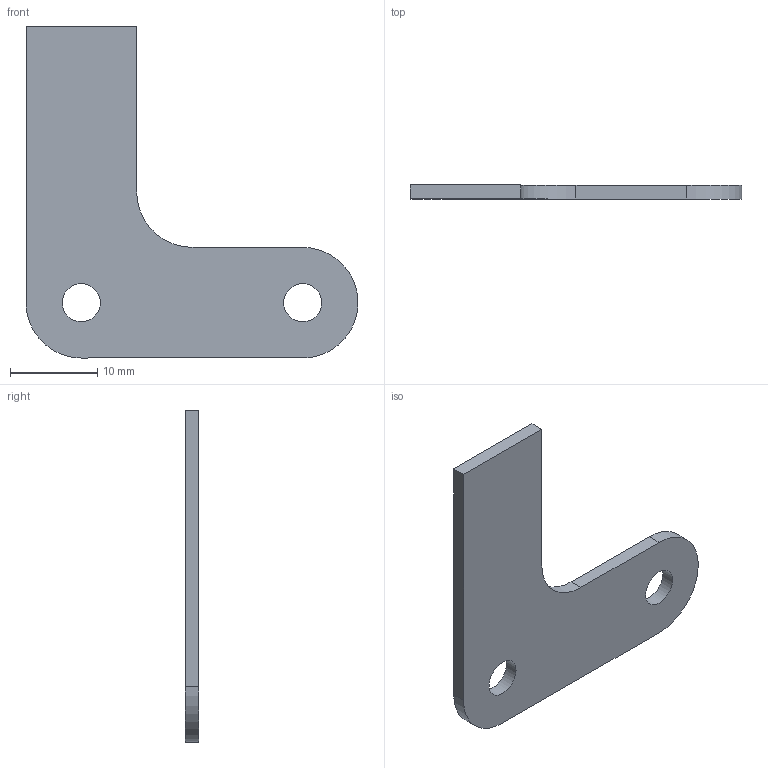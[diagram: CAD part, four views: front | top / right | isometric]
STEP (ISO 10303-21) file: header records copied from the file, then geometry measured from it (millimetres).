
FILE_DESCRIPTION(/* description */ (''),/* implementation_level */ '2;1');
FILE_NAME(/* name */ 'Magazine Gusset.stp',/* time_stamp */ '2025-04-07T15:41:33-04:00',/* author */ ('avere'),/* organization */ (''),/* preprocessor_version */ 'ST-DEVELOPER v20.1',/* originating_system */ 'Autodesk Inventor 2026',/* authorisation */ '');
FILE_SCHEMA (('AUTOMOTIVE_DESIGN { 1 0 10303 214 3 1 1 }'));
Length unit declared in the file: inch
Products named in the file (1): Magazine Gusset
Bounding box: 38.1 x 1.59 x 38.1 mm (x, y, z)
Volume: 1205.2 mm3; surface area: 1786.5 mm2
Topology: 1 solids, 1 shells, 12 faces, 30 edges, 20 vertices
Faces by surface type: plane 7, cylinder 5
Full cylindrical faces by diameter (mm): 4.369 x2
Entity records: 417 total; most frequent: DIRECTION 66, CARTESIAN_POINT 63, ORIENTED_EDGE 60, EDGE_CURVE 30, AXIS2_PLACEMENT_3D 23, LINE 20, VECTOR 20, VERTEX_POINT 20
